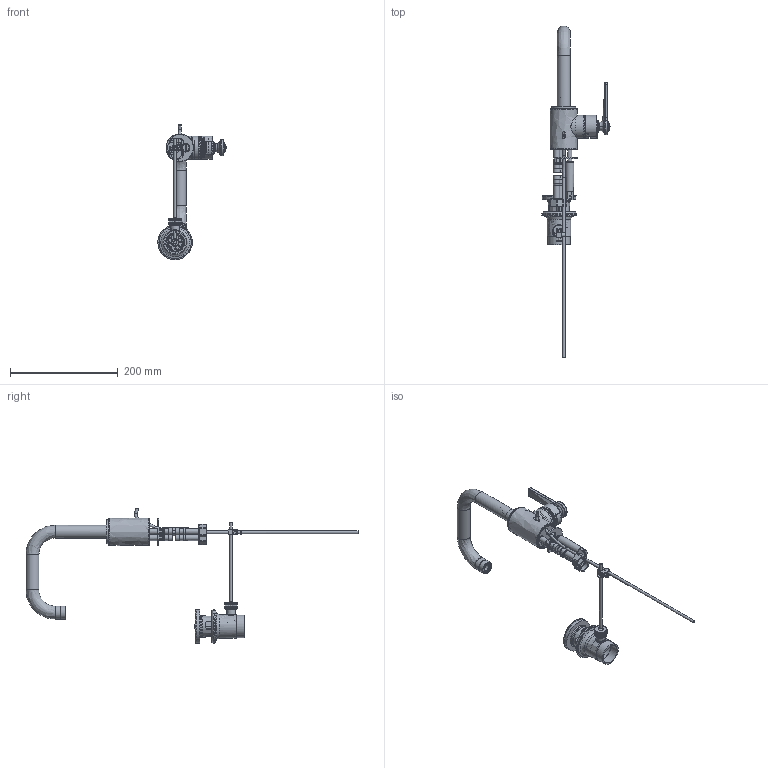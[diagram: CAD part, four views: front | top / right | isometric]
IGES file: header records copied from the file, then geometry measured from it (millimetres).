
Global section: file name: LANDMARK THINNER SPOUTS EXPORTV7K09SLF-LH; native system: Autodesk Inventor 2020; preprocessor: unknown; author: adaniels; date: 20221125.120908; units: millimetre
Bounding box: 126.83 x 616.54 x 251.4 mm (x, y, z)
Volume: 367205.5 mm3; surface area: 229598.2 mm2
Topology: 47 solids, 47 shells, 2820 faces, 7406 edges, 4848 vertices
Faces by surface type: bspline 2820
